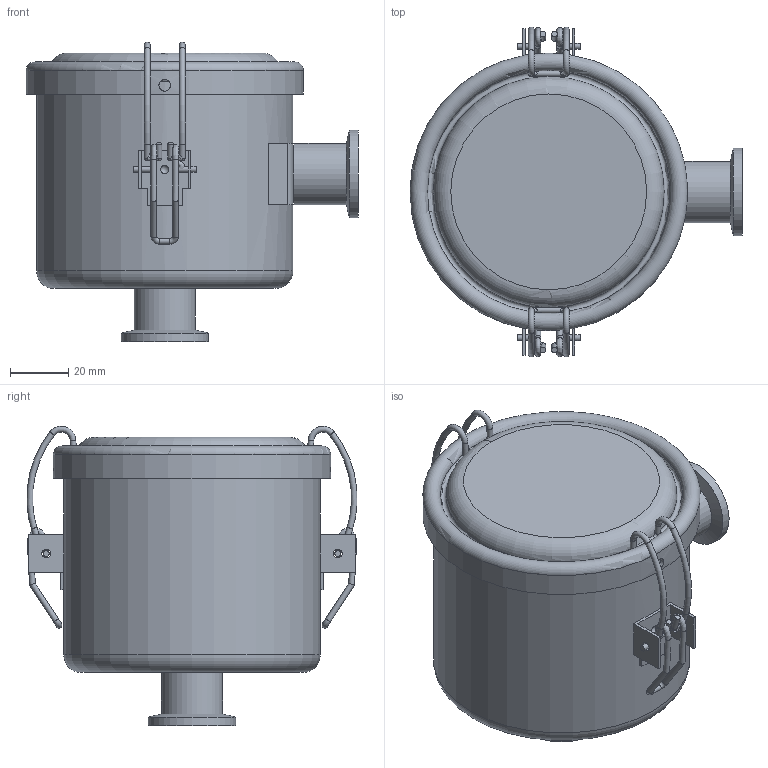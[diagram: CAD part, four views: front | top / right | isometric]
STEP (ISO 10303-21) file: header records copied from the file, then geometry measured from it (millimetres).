
FILE_DESCRIPTION((''),'2;1');
FILE_NAME('PKZ60506.stp','2013-09-23T09:04:23',('wieth'),(''),'Autodesk Inventor 2013','Autodesk Inventor 2013','');
FILE_SCHEMA(('CONFIG_CONTROL_DESIGN'));
Length unit declared in the file: millimetre
Products named in the file (1): PKZ60506_SW
Bounding box: 113.9 x 113.18 x 102.77 mm (x, y, z)
Volume: 496010.4 mm3; surface area: 54778.7 mm2
Topology: 1 solids, 1 shells, 185 faces, 475 edges, 266 vertices
Faces by surface type: cylinder 60, plane 57, torus 26, bspline 22, sphere 18, cone 2
Full cylindrical faces by diameter (mm): 2 x36, 3 x4, 4 x2, 17 x2, 18 x2, 21 x2, 30 x2, 88 x1, 92 x1, 92.2 x1, 95.2 x1
Entity records: 7048 total; most frequent: CARTESIAN_POINT 3094, DIRECTION 778, ORIENTED_EDGE 668, AXIS2_PLACEMENT_3D 340, EDGE_CURVE 334, EDGE_LOOP 290, VERTEX_POINT 232, STYLED_ITEM 186
